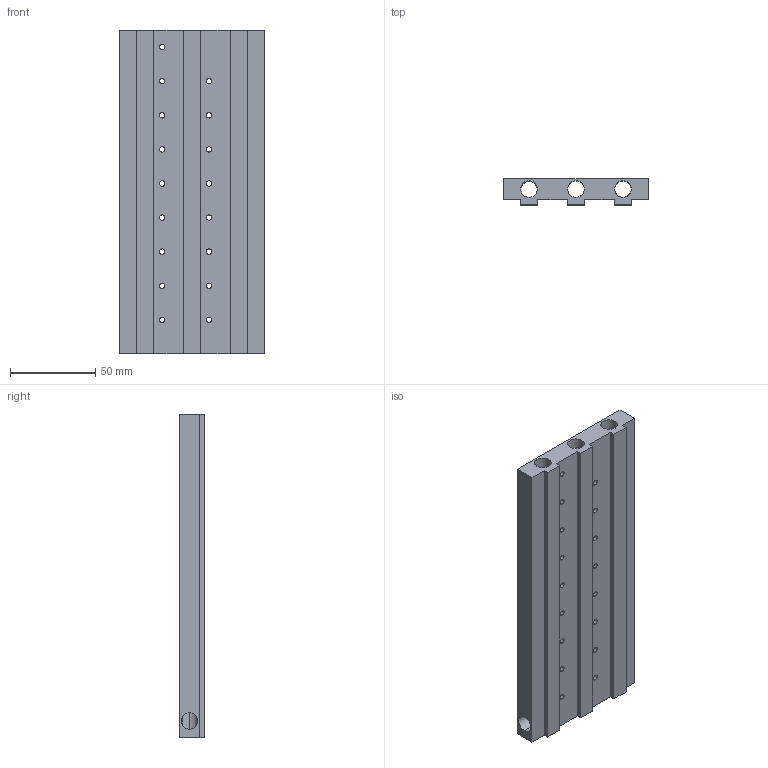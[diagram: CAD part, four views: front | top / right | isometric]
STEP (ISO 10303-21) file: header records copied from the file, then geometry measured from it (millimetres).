
FILE_DESCRIPTION (( 'STEP AP203' ), '1' );
FILE_NAME ('WaterBlock.STEP', '2023-03-20T09:07:15', ( '' ), ( '' ), 'SwSTEP 2.0', 'SolidWorks 2020', '' );
FILE_SCHEMA (( 'CONFIG_CONTROL_DESIGN' ));
Length unit declared in the file: millimetre
Products named in the file (1): WaterBlock
Bounding box: 85 x 15 x 190 mm (x, y, z)
Volume: 158834.1 mm3; surface area: 63857.3 mm2
Topology: 1 solids, 1 shells, 125 faces, 320 edges, 208 vertices
Faces by surface type: cylinder 86, plane 39
Entity records: 4015 total; most frequent: CARTESIAN_POINT 726, DIRECTION 704, ORIENTED_EDGE 640, EDGE_CURVE 320, AXIS2_PLACEMENT_3D 282, VERTEX_POINT 208, EDGE_LOOP 184, CIRCLE 156
